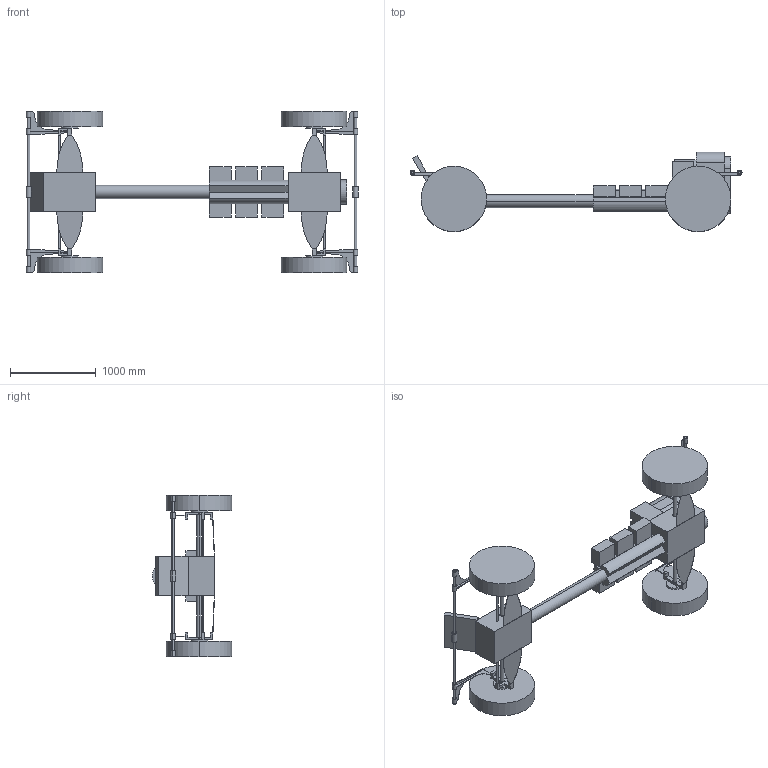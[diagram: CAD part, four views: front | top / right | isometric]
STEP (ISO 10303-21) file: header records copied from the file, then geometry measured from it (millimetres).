
FILE_DESCRIPTION (( 'STEP AP214' ), '1' );
FILE_NAME ('simple boundaries metric.STEP', '2024-05-22T03:54:40', ( '' ), ( '' ), 'SwSTEP 2.0', 'SolidWorks 2024', '' );
FILE_SCHEMA (( 'AUTOMOTIVE_DESIGN' ));
Length unit declared in the file: millimetre
Products named in the file (1): simple boundaries metric
Bounding box: 3864.4 x 927.1 x 1879.6 mm (x, y, z)
Volume: 709768368.7 mm3; surface area: 16372297 mm2
Topology: 43 solids, 43 shells, 403 faces, 891 edges, 586 vertices
Faces by surface type: plane 298, cylinder 105
Entity records: 11468 total; most frequent: DIRECTION 1925, CARTESIAN_POINT 1893, ORIENTED_EDGE 1782, EDGE_CURVE 891, VECTOR 657, LINE 657, AXIS2_PLACEMENT_3D 634, VERTEX_POINT 586
